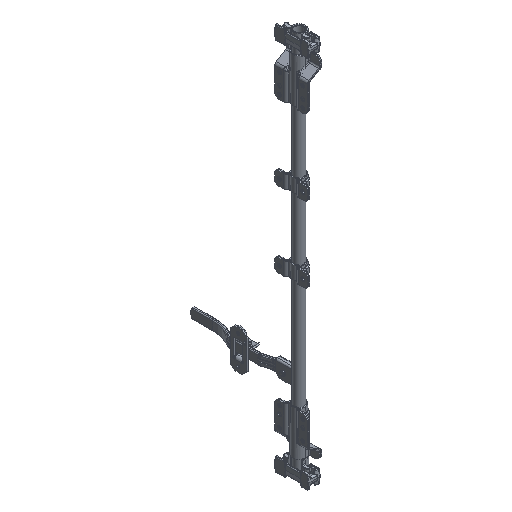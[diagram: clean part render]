
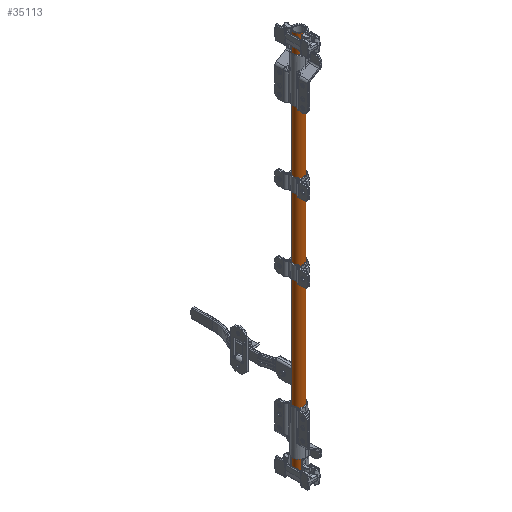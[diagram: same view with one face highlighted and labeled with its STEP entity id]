
A CAD part, isometric view. The second image highlights one B-rep face of the part: STEP entity #35113.
In plain terms, the highlighted cylindrical face has radius 16.701 mm (diameter 33.401 mm), a full revolution.
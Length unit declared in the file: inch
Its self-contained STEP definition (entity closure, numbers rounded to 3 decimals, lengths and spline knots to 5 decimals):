
#3569=FACE_OUTER_BOUND('',#5746,.T.);
#5746=EDGE_LOOP('',(#23801,#23802,#23803,#23804));
#8065=LINE('',#48639,#10993);
#10993=VECTOR('',#40324,0.6575);
#13922=CIRCLE('',#37615,0.6575);
#13923=CIRCLE('',#37617,0.6575);
#14944=VERTEX_POINT('',#48634);
#14945=VERTEX_POINT('',#48637);
#18344=EDGE_CURVE('',#14944,#14944,#13922,.T.);
#18345=EDGE_CURVE('',#14945,#14945,#13923,.T.);
#18346=EDGE_CURVE('',#14945,#14944,#8065,.T.);
#23801=ORIENTED_EDGE('',*,*,#18345,.F.);
#23802=ORIENTED_EDGE('',*,*,#18346,.T.);
#23803=ORIENTED_EDGE('',*,*,#18344,.F.);
#23804=ORIENTED_EDGE('',*,*,#18346,.F.);
#34704=CYLINDRICAL_SURFACE('',#37616,0.6575);
#35113=ADVANCED_FACE('',(#3569),#34704,.T.);
#37615=AXIS2_PLACEMENT_3D('',#48635,#40318,#40319);
#37616=AXIS2_PLACEMENT_3D('',#48636,#40320,#40321);
#37617=AXIS2_PLACEMENT_3D('',#48638,#40322,#40323);
#40318=DIRECTION('center_axis',(0.,0.,-1.));
#40319=DIRECTION('ref_axis',(-1.,0.,0.));
#40320=DIRECTION('center_axis',(0.,0.,1.));
#40321=DIRECTION('ref_axis',(-1.,0.,0.));
#40322=DIRECTION('center_axis',(0.,0.,1.));
#40323=DIRECTION('ref_axis',(-1.,0.,0.));
#40324=DIRECTION('',(0.,0.,-1.));
#48634=CARTESIAN_POINT('',(0.6575,0.,-25.));
#48635=CARTESIAN_POINT('Origin',(0.,0.,-25.));
#48636=CARTESIAN_POINT('Origin',(0.,0.,0.));
#48637=CARTESIAN_POINT('',(0.6575,0.,25.));
#48638=CARTESIAN_POINT('Origin',(0.,0.,25.));
#48639=CARTESIAN_POINT('',(0.6575,0.,0.));
